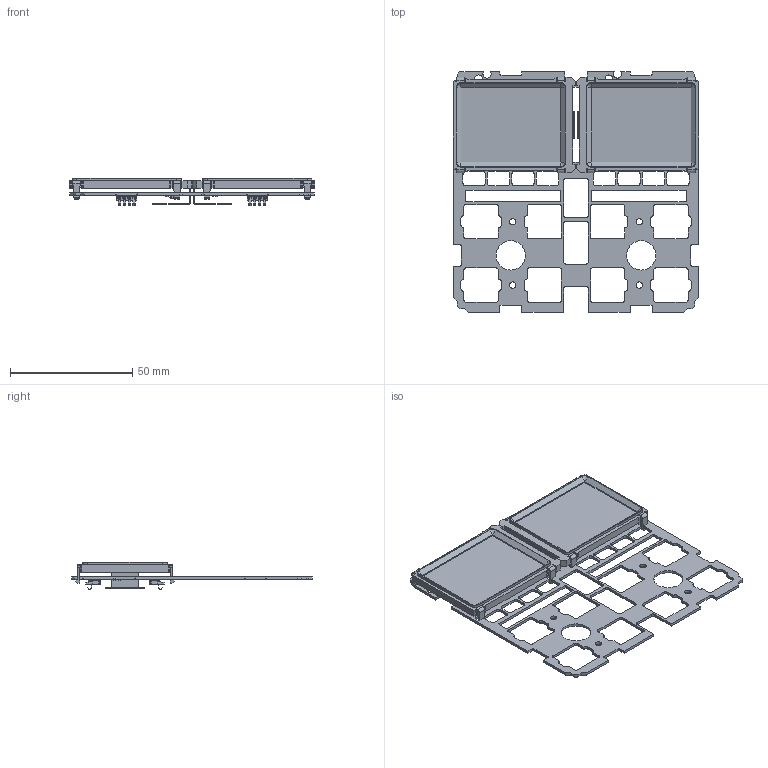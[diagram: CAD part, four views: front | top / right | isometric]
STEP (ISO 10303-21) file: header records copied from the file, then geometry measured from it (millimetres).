
FILE_DESCRIPTION(('KiCad electronic assembly'),'2;1');
FILE_NAME('PCBA-VSNX-LCDMOUNT-3D.step','2025-06-27T12:42:03',('Pcbnew'), ('Kicad'),'Open CASCADE STEP processor 7.6','KiCad to STEP converter', 'Unknown');
FILE_SCHEMA(('AUTOMOTIVE_DESIGN { 1 0 10303 214 1 1 1 1 }'));
Length unit declared in the file: millimetre
Products named in the file (13): PCBA-VSNX-LCDMOUNT-3D 1; PCBA-TEK1-DISPLAY; PLASTIC-VSN1-DISPLAY-INTERFACE_v5; R_0402_1005Metric; battery_conn; Body; Spring_original; Spring2; Spring3; Sprring4; C_0402_1005Metric; SOT-23; kibot_rl8dkb84_PCB
Assembly tree (28 placements, depth 3):
  PCBA-VSNX-LCDMOUNT-3D 1
    PCBA-TEK1-DISPLAY  x2
    PLASTIC-VSN1-DISPLAY-INTERFACE_v5  x2
    R_0402_1005Metric  x9
    battery_conn  x4
      Body
      Spring_original
      Spring2
      Spring3
      Sprring4
    C_0402_1005Metric  x4
    SOT-23
    kibot_rl8dkb84_PCB
Bounding box: 100.44 x 98.5 x 11.13 mm (x, y, z)
Volume: 15264.2 mm3; surface area: 28613.3 mm2
Topology: 39 solids, 39 shells, 2203 faces, 6113 edges, 3987 vertices
Faces by surface type: plane 1503, cylinder 644, bspline 48, revolution 8
Full cylindrical faces by diameter (mm): 1 x26, 2.6 x8, 3.2 x8, 12 x2
Entity records: 32864 total; most frequent: CARTESIAN_POINT 5913, ORIENTED_EDGE 5656, DIRECTION 5439, EDGE_CURVE 2828, LINE 2129, VECTOR 2129, VERTEX_POINT 1855, AXIS2_PLACEMENT_3D 1653
